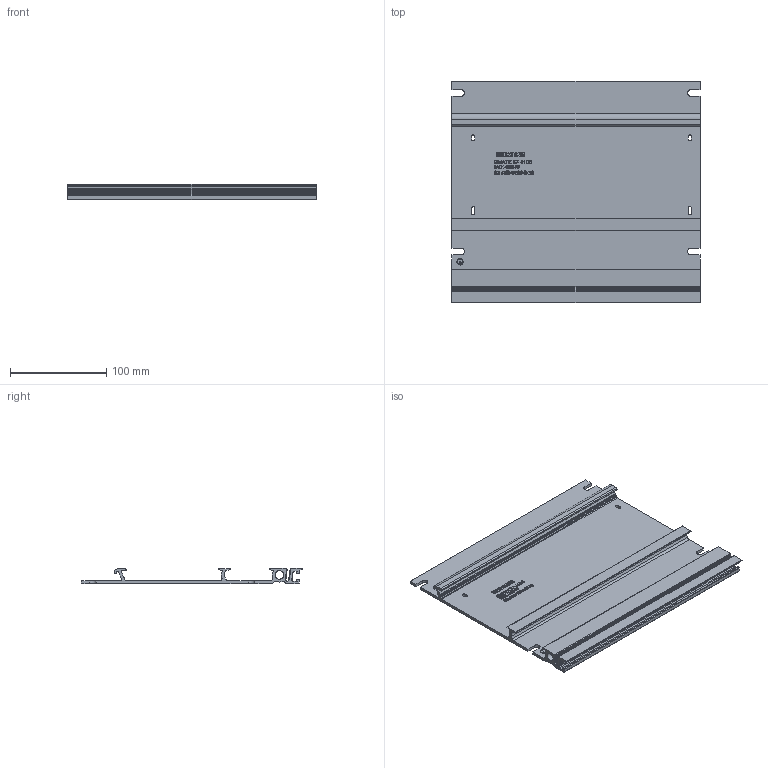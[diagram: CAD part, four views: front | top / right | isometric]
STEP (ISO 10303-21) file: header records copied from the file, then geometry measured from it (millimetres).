
FILE_DESCRIPTION(/* description */ (''),/* implementation_level */ '2;1');
FILE_NAME(/* name */ '6DL4160-1PF00-0XX0_3d.stp',/* time_stamp */ '2023-01-18T13:49:18+08:00',/* author */ (''),/* organization */ (''),/* preprocessor_version */ 'ST-DEVELOPER v18.102',/* originating_system */ 'SIEMENS PLM Software NX 2023',/* authorisation */ '');
FILE_SCHEMA (('AUTOMOTIVE_DESIGN { 1 0 10303 214 3 1 1 1 }'));
Length unit declared in the file: millimetre
Products named in the file (3): A5E52558979A_001; A5E52559011A_001; A5E52558978A_001
Assembly tree (2 placements, depth 2):
  A5E52558978A_001
    A5E52559011A_001
    A5E52558979A_001
Bounding box: 257.6 x 230 x 15.7 mm (x, y, z)
Volume: 249337.8 mm3; surface area: 174936 mm2
Topology: 44 solids, 44 shells, 776 faces, 2028 edges, 1352 vertices
Faces by surface type: plane 539, cylinder 165, extrusion 72
Full cylindrical faces by diameter (mm): 6 x1, 6.5 x1, 8.8 x1
Entity records: 32699 total; most frequent: CARTESIAN_POINT 8696, ORIENTED_EDGE 4010, DIRECTION 3219, EDGE_CURVE 2005, VERTEX_POINT 1352, VECTOR 1145, LINE 1073, AXIS2_PLACEMENT_3D 1037
